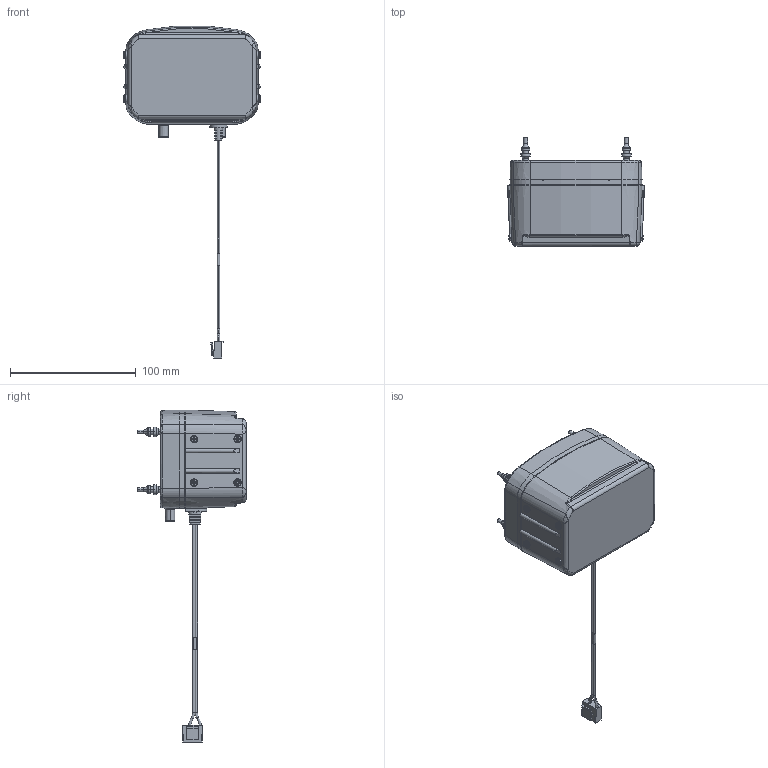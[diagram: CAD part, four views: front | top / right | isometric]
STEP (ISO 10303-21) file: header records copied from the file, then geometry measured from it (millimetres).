
FILE_DESCRIPTION((''),'2;1');
FILE_NAME('KPT38A-120A_2_ASM','2018-03-23T',('shensg'),(''),'CREO PARAMETRIC BY PTC INC, 2015200','CREO PARAMETRIC BY PTC INC, 2015200','');
FILE_SCHEMA(('CONFIG_CONTROL_DESIGN'));
Length unit declared in the file: millimetre
Products named in the file (50): MSBR-45_1_1_1_1; MSBR-44_1_1_1_1; MSBR-43_1_1_1_1; MSBR-42_1_1_1_1; MSBR-41_1_1_1_1; MSBR-40_1_1_1_1; MSBR-39_1_1_1_1; MSBR-38_1_1_1_1; MSBR-37_1_1_1_1; MSBR-36_1_1_1_1; MSBR-35_1_1_1_1; MSBR-34_1_1_1_1; MSBR-33_1_1_1_1; MSBR-32_1_1_1_1; MSBR-31_1_1_1_1; MSBR-30_1_1_1_1; MSBR-29_1_1_1_1; MSBR-28_1_1_1_1; MSBR-27_1_1_1_1; MSBR-26_1_1_1_1; MSBR-25_1_1_1_1; MSBR-24_1_1_1_1; MSBR-23_1_1_1_1; MSBR-22_1_1_1_1; MSBR-21_1_1_1_1; MSBR-20_1_1_1_1; MSBR-19_1_1_1_1; MSBR-18_1_1_1_1; MSBR-17_1_1_1_1; MSBR-16_1_1_1_1; MSBR-15_1_1_1_1; MSBR-14_1_1_1_1; MSBR-13_1_1_1_1; MSBR-12_1_1_1_1; MSBR-11_1_1_1_1; MSBR-10_1_1_1_1; MSBR-9_1_1_1_1; MSBR-8_1_1_1_1; MSBR-7_1_1_1_1; MSBR-6_1_1_1_1 ...
Assembly tree (49 placements, depth 6):
  KPT38A-120A_2_ASM
    KPT38A-120A_ASM_1_ASM
      KPT38A-120A_ASM_1_ASM_1_ASM
        KPT38A-120A_ASM_1_ASM_1_ASM_1_ASM
          KPT38A-120A_ASM_1_ASM_1_ASM_1_A_ASM
            MSBR-45_1_1_1_1
            MSBR-44_1_1_1_1
            MSBR-43_1_1_1_1
            MSBR-42_1_1_1_1
            MSBR-41_1_1_1_1
            MSBR-40_1_1_1_1
            MSBR-39_1_1_1_1
            MSBR-38_1_1_1_1
            MSBR-37_1_1_1_1
            MSBR-36_1_1_1_1
            MSBR-35_1_1_1_1
            MSBR-34_1_1_1_1
            MSBR-33_1_1_1_1
            MSBR-32_1_1_1_1
            MSBR-31_1_1_1_1
            MSBR-30_1_1_1_1
            MSBR-29_1_1_1_1
            MSBR-28_1_1_1_1
            MSBR-27_1_1_1_1
            MSBR-26_1_1_1_1
            MSBR-25_1_1_1_1
            MSBR-24_1_1_1_1
            MSBR-23_1_1_1_1
            MSBR-22_1_1_1_1
            MSBR-21_1_1_1_1
            MSBR-20_1_1_1_1
            MSBR-19_1_1_1_1
            MSBR-18_1_1_1_1
            MSBR-17_1_1_1_1
            MSBR-16_1_1_1_1
            MSBR-15_1_1_1_1
            MSBR-14_1_1_1_1
            MSBR-13_1_1_1_1
            MSBR-12_1_1_1_1
            MSBR-11_1_1_1_1
            MSBR-10_1_1_1_1
            MSBR-9_1_1_1_1
            MSBR-8_1_1_1_1
            MSBR-7_1_1_1_1
            MSBR-6_1_1_1_1
            MSBR-5_1_1_1_1
            MSBR-4_1_1_1_1
            MSBR-3_1_1_1_1
            MSBR-2_1_1_1_1
            MSBR-1_1_1_1_1
Bounding box: 108.65 x 86.1 x 263.98 mm (x, y, z)
Volume: 153905.2 mm3; surface area: 126158.2 mm2
Topology: 45 solids, 45 shells, 2130 faces, 6333 edges, 4282 vertices
Faces by surface type: plane 1031, cylinder 502, torus 391, cone 94, bspline 74, sphere 33, extrusion 5
Entity records: 103230 total; most frequent: CARTESIAN_POINT 25307, ORIENTED_EDGE 12564, DIRECTION 11513, EDGE_CURVE 6282, PRESENTATION_STYLE_ASSIGNMENT 5540, STYLED_ITEM 5540, CURVE_STYLE 4675, VERTEX_POINT 4282
